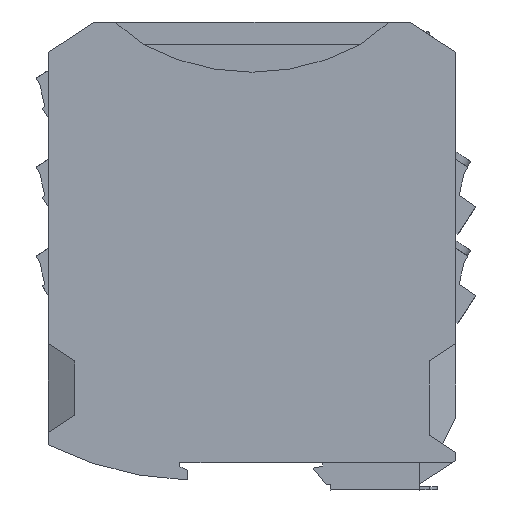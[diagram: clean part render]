
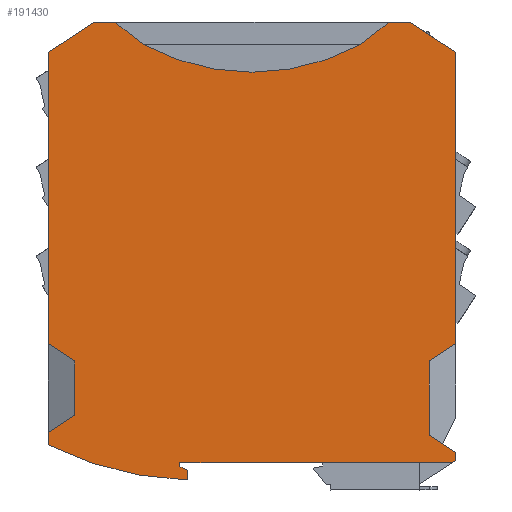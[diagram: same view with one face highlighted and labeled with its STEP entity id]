
A CAD part, left-side view. The second image highlights one B-rep face of the part: STEP entity #191430.
In plain terms, the highlighted face is planar.
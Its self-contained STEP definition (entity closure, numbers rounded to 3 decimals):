
#2110=CARTESIAN_POINT('',(22.6,33.,
-15.834));
#2120=DIRECTION('',(0.,1.,0.));
#2130=VECTOR('',#2120,1.);
#2140=LINE('',#2110,#2130);
#2150=CARTESIAN_POINT('',(22.6,37.501,
-15.834));
#2160=VERTEX_POINT('',#2150);
#2170=CARTESIAN_POINT('',(22.6,55.479,
-15.834));
#2180=VERTEX_POINT('',#2170);
#2190=EDGE_CURVE('',#2160,#2180,#2140,.T.);
#4160=CARTESIAN_POINT('',(22.6,130.462,
-22.334));
#4170=VERTEX_POINT('',#4160);
#4480=CARTESIAN_POINT('',(22.6,59.7,
-22.334));
#4490=VERTEX_POINT('',#4480);
#4520=CARTESIAN_POINT('',(22.6,0.,
-22.334));
#4530=DIRECTION('',(0.,-1.,0.));
#4540=VECTOR('',#4530,1.);
#4550=LINE('',#4520,#4540);
#4560=EDGE_CURVE('',#4170,#4490,#4550,.T.);
#8580=CARTESIAN_POINT('',(22.6,132.35,
53.538));
#8590=VERTEX_POINT('',#8580);
#8750=CARTESIAN_POINT('',(22.6,132.35,
0.794));
#8760=VERTEX_POINT('',#8750);
#8790=CARTESIAN_POINT('',(22.6,180.493,
27.166));
#8800=DIRECTION('',(1.,0.,0.));
#8810=DIRECTION('',(0.,0.,-1.));
#8820=AXIS2_PLACEMENT_3D('',#8790,#8800,#8810);
#8830=CIRCLE('',#8820,54.893);
#8840=EDGE_CURVE('',#8590,#8760,#8830,.T.);
#10750=CARTESIAN_POINT('',(22.6,132.35,
53.511));
#10760=VERTEX_POINT('',#10750);
#10770=CARTESIAN_POINT('',(22.6,132.35,
0.821));
#10780=VERTEX_POINT('',#10770);
#10810=CARTESIAN_POINT('',(22.6,132.35,
-1.3));
#10820=DIRECTION('',(0.,0.,-1.));
#10830=VECTOR('',#10820,1.);
#10840=LINE('',#10810,#10830);
#10850=EDGE_CURVE('',#10780,#8760,#10840,.T.);
#10950=EDGE_CURVE('',#8590,#10760,#10840,.T.);
#13430=CARTESIAN_POINT('',(22.6,27.554,
27.166));
#13440=DIRECTION('',(0.,-0.545,
0.839));
#13450=VECTOR('',#13440,1.);
#13460=LINE('',#13430,#13450);
#13470=EDGE_CURVE('',#4490,#2180,#13460,.T.);
#13640=CARTESIAN_POINT('',(22.6,89.527,
-1.3));
#13650=DIRECTION('',(0.,-0.616,
-0.788));
#13660=VECTOR('',#13650,1.);
#13670=LINE('',#13640,#13660);
#13680=CARTESIAN_POINT('',(22.6,137.8,
60.487));
#13690=VERTEX_POINT('',#13680);
#13700=EDGE_CURVE('',#13690,#10760,#13670,.T.);
#13760=CARTESIAN_POINT('',(22.6,137.8,
-6.154));
#13770=VERTEX_POINT('',#13760);
#13800=CARTESIAN_POINT('',(22.6,134.007,
-1.3));
#13810=DIRECTION('',(0.,0.616,
-0.788));
#13820=VECTOR('',#13810,1.);
#13830=LINE('',#13800,#13820);
#13840=EDGE_CURVE('',#10780,#13770,#13830,.T.);
#19440=CARTESIAN_POINT('',(22.6,33.28,
-22.334));
#19450=VERTEX_POINT('',#19440);
#19480=CARTESIAN_POINT('',(22.6,65.426,
27.166));
#19490=DIRECTION('',(0.,-0.545,
-0.839));
#19500=VECTOR('',#19490,1.);
#19510=LINE('',#19480,#19500);
#19520=EDGE_CURVE('',#2160,#19450,#19510,.T.);
#20830=CARTESIAN_POINT('',(22.6,31.275,
-22.334));
#20840=VERTEX_POINT('',#20830);
#20870=CARTESIAN_POINT('',(22.6,0.,
-22.334));
#20880=DIRECTION('',(0.,-1.,0.));
#20890=VECTOR('',#20880,1.);
#20900=LINE('',#20870,#20890);
#20910=EDGE_CURVE('',#19450,#20840,#20900,.T.);
#21700=CARTESIAN_POINT('',(22.6,30.8,
-21.603));
#21710=VERTEX_POINT('',#21700);
#21740=CARTESIAN_POINT('',(22.6,-0.871,
27.166));
#21750=DIRECTION('',(0.,-0.545,
0.839));
#21760=VECTOR('',#21750,1.);
#21770=LINE('',#21740,#21760);
#21780=EDGE_CURVE('',#20840,#21710,#21770,.T.);
#22520=CARTESIAN_POINT('',(22.6,30.8,
44.666));
#22530=VERTEX_POINT('',#22520);
#22560=CARTESIAN_POINT('',(22.6,30.8,
27.166));
#22570=DIRECTION('',(0.,0.,1.));
#22580=VECTOR('',#22570,1.);
#22590=LINE('',#22560,#22580);
#22600=EDGE_CURVE('',#21710,#22530,#22590,.T.);
#31340=CARTESIAN_POINT('',(22.6,29.8,
44.666));
#31350=VERTEX_POINT('',#31340);
#31380=CARTESIAN_POINT('',(22.6,0.,44.666));
#31390=DIRECTION('',(0.,-1.,0.));
#31400=VECTOR('',#31390,1.);
#31410=LINE('',#31380,#31400);
#31420=EDGE_CURVE('',#22530,#31350,#31410,.T.);
#31930=CARTESIAN_POINT('',(22.6,137.8,
65.366));
#31940=VERTEX_POINT('',#31930);
#31970=CARTESIAN_POINT('',(22.6,162.607,
27.166));
#31980=DIRECTION('',(0.,0.545,
-0.839));
#31990=VECTOR('',#31980,1.);
#32000=LINE('',#31970,#31990);
#32010=CARTESIAN_POINT('',(22.6,130.462,
76.666));
#32020=VERTEX_POINT('',#32010);
#32030=EDGE_CURVE('',#32020,#31940,#32000,.T.);
#33570=CARTESIAN_POINT('',(22.6,0.,
76.666));
#33580=DIRECTION('',(0.,1.,0.));
#33590=VECTOR('',#33580,1.);
#33600=LINE('',#33570,#33590);
#33610=CARTESIAN_POINT('',(22.6,59.7,
76.666));
#33620=VERTEX_POINT('',#33610);
#33630=EDGE_CURVE('',#33620,#32020,#33600,.T.);
#33850=CARTESIAN_POINT('',(22.6,38.1,
76.666));
#33860=VERTEX_POINT('',#33850);
#33890=CARTESIAN_POINT('',(22.6,35.108,
76.666));
#33900=VERTEX_POINT('',#33890);
#33910=EDGE_CURVE('',#33900,#33860,#33600,.T.);
#57830=CARTESIAN_POINT('',(22.6,106.55,
40.666));
#57840=DIRECTION('',(1.,0.,0.));
#57850=DIRECTION('',(0.,0.,-1.));
#57860=AXIS2_PLACEMENT_3D('',#57830,#57840,#57850);
#57870=CIRCLE('',#57860,80.);
#57880=CARTESIAN_POINT('',(22.6,26.58,
42.866));
#57890=VERTEX_POINT('',#57880);
#57900=EDGE_CURVE('',#33900,#57890,#57870,.T.);
#58460=CARTESIAN_POINT('',(22.6,0.,
42.866));
#58470=DIRECTION('',(0.,-1.,0.));
#58480=VECTOR('',#58470,1.);
#58490=LINE('',#58460,#58480);
#58500=CARTESIAN_POINT('',(22.6,28.961,
42.866));
#58510=VERTEX_POINT('',#58500);
#58520=EDGE_CURVE('',#58510,#57890,#58490,.T.);
#59080=CARTESIAN_POINT('',(22.6,21.64,
27.166));
#59090=DIRECTION('',(0.,-0.423,
-0.906));
#59100=VECTOR('',#59090,1.);
#59110=LINE('',#59080,#59100);
#59120=EDGE_CURVE('',#31350,#58510,#59110,.T.);
#59340=CARTESIAN_POINT('',(22.6,55.479,
70.166));
#59350=VERTEX_POINT('',#59340);
#59390=CARTESIAN_POINT('',(22.6,27.554,
27.166));
#59400=DIRECTION('',(0.,0.545,
0.839));
#59410=VECTOR('',#59400,1.);
#59420=LINE('',#59390,#59410);
#59430=EDGE_CURVE('',#59350,#33620,#59420,.T.);
#59610=CARTESIAN_POINT('',(22.6,0.,
70.166));
#59620=DIRECTION('',(0.,-1.,0.));
#59630=VECTOR('',#59620,1.);
#59640=LINE('',#59610,#59630);
#59650=CARTESIAN_POINT('',(22.6,42.321,
70.166));
#59660=VERTEX_POINT('',#59650);
#59670=EDGE_CURVE('',#59350,#59660,#59640,.T.);
#59930=CARTESIAN_POINT('',(22.6,70.246,
27.166));
#59940=DIRECTION('',(0.,0.545,
-0.839));
#59950=VECTOR('',#59940,1.);
#59960=LINE('',#59930,#59950);
#59970=EDGE_CURVE('',#33860,#59660,#59960,.T.);
#60790=CARTESIAN_POINT('',(22.6,137.8,
27.166));
#60800=DIRECTION('',(0.,0.,-1.));
#60810=VECTOR('',#60800,1.);
#60820=LINE('',#60790,#60810);
#60830=EDGE_CURVE('',#31940,#13690,#60820,.T.);
#65450=CARTESIAN_POINT('',(22.6,162.607,
27.166));
#65460=DIRECTION('',(0.,-0.545,
-0.839));
#65470=VECTOR('',#65460,1.);
#65480=LINE('',#65450,#65470);
#65490=CARTESIAN_POINT('',(22.6,137.8,
-11.034));
#65500=VERTEX_POINT('',#65490);
#65510=EDGE_CURVE('',#65500,#4170,#65480,.T.);
#65970=EDGE_CURVE('',#13770,#65500,#60820,.T.);
#191110=CARTESIAN_POINT('',(22.6,30.023,
46.298));
#191120=DIRECTION('',(-1.,0.,0.));
#191130=DIRECTION('',(0.,0.,1.));
#191140=AXIS2_PLACEMENT_3D('',#191110,#191120,#191130);
#191150=PLANE('',#191140);
#191160=ORIENTED_EDGE('',*,*,#4560,.F.);
#191170=ORIENTED_EDGE('',*,*,#13470,.F.);
#191180=ORIENTED_EDGE('',*,*,#2190,.T.);
#191190=ORIENTED_EDGE('',*,*,#19520,.F.);
#191200=ORIENTED_EDGE('',*,*,#20910,.F.);
#191210=ORIENTED_EDGE('',*,*,#21780,.F.);
#191220=ORIENTED_EDGE('',*,*,#22600,.F.);
#191230=ORIENTED_EDGE('',*,*,#31420,.F.);
#191240=ORIENTED_EDGE('',*,*,#59120,.F.);
#191250=ORIENTED_EDGE('',*,*,#58520,.F.);
#191260=ORIENTED_EDGE('',*,*,#57900,.T.);
#191270=ORIENTED_EDGE('',*,*,#33910,.F.);
#191280=ORIENTED_EDGE('',*,*,#59970,.F.);
#191290=ORIENTED_EDGE('',*,*,#59670,.T.);
#191300=ORIENTED_EDGE('',*,*,#59430,.F.);
#191310=ORIENTED_EDGE('',*,*,#33630,.F.);
#191320=ORIENTED_EDGE('',*,*,#32030,.F.);
#191330=ORIENTED_EDGE('',*,*,#60830,.F.);
#191340=ORIENTED_EDGE('',*,*,#13700,.F.);
#191350=ORIENTED_EDGE('',*,*,#10950,.T.);
#191360=ORIENTED_EDGE('',*,*,#8840,.F.);
#191370=ORIENTED_EDGE('',*,*,#10850,.T.);
#191380=ORIENTED_EDGE('',*,*,#13840,.F.);
#191390=ORIENTED_EDGE('',*,*,#65970,.F.);
#191400=ORIENTED_EDGE('',*,*,#65510,.F.);
#191410=EDGE_LOOP('',(#191400,#191390,#191380,#191370,#191360,#191350,
#191340,#191330,#191320,#191310,#191300,#191290,#191280,#191270,#191260,
#191250,#191240,#191230,#191220,#191210,#191200,#191190,#191180,#191170,
#191160));
#191420=FACE_OUTER_BOUND('',#191410,.T.);
#191430=ADVANCED_FACE('',(#191420),#191150,.F.);
